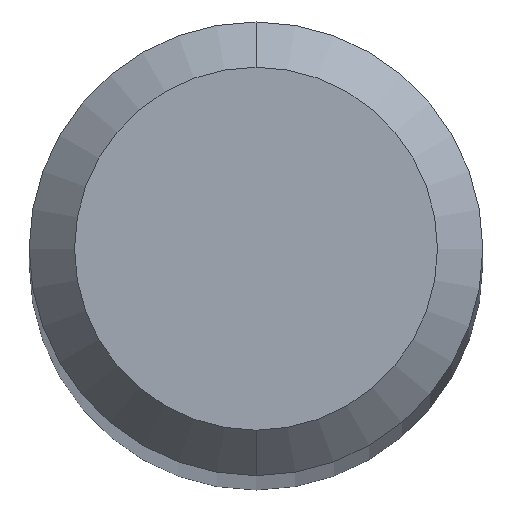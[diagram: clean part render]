
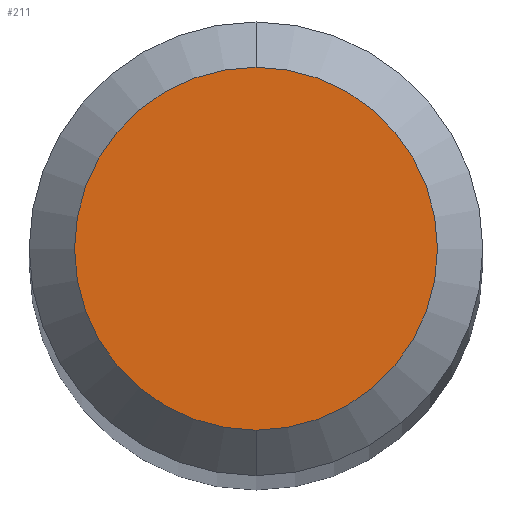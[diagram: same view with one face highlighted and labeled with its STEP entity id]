
A CAD part, top view. The second image highlights one B-rep face of the part: STEP entity #211.
In plain terms, the highlighted planar face has unit normal (0, 0, 1).
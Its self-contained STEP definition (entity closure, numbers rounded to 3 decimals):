
#13 = CARTESIAN_POINT ( 'NONE',  ( 0., 2.61, 0. ) ) ;
#14 = VERTEX_POINT ( 'NONE', #62 ) ;
#24 = CIRCLE ( 'NONE', #143, 2.088 ) ;
#27 = DIRECTION ( 'NONE',  ( 0., 0., 1. ) ) ;
#28 = AXIS2_PLACEMENT_3D ( 'NONE', #126, #27, #149 ) ;
#39 = CARTESIAN_POINT ( 'NONE',  ( 0., 0., 0. ) ) ;
#42 = EDGE_CURVE ( 'NONE', #131, #14, #24, .T. ) ;
#58 = AXIS2_PLACEMENT_3D ( 'NONE', #13, #161, #207 ) ;
#62 = CARTESIAN_POINT ( 'NONE',  ( 0., -2.088, 0. ) ) ;
#85 = FACE_OUTER_BOUND ( 'NONE', #139, .T. ) ;
#104 = ORIENTED_EDGE ( 'NONE', *, *, #172, .T. ) ;
#112 = DIRECTION ( 'NONE',  ( 0., 0., 1. ) ) ;
#125 = CARTESIAN_POINT ( 'NONE',  ( 0., 2.088, 0. ) ) ;
#126 = CARTESIAN_POINT ( 'NONE',  ( 0., 0., 0. ) ) ;
#131 = VERTEX_POINT ( 'NONE', #125 ) ;
#139 = EDGE_LOOP ( 'NONE', ( #212, #104 ) ) ;
#143 = AXIS2_PLACEMENT_3D ( 'NONE', #39, #112, #190 ) ;
#149 = DIRECTION ( 'NONE',  ( 0., 1., 0. ) ) ;
#161 = DIRECTION ( 'NONE',  ( 0., 0., -1. ) ) ;
#167 = CIRCLE ( 'NONE', #28, 2.088 ) ;
#170 = PLANE ( 'NONE',  #58 ) ;
#172 = EDGE_CURVE ( 'NONE', #14, #131, #167, .T. ) ;
#190 = DIRECTION ( 'NONE',  ( 0., 1., 0. ) ) ;
#207 = DIRECTION ( 'NONE',  ( 0., 1., 0. ) ) ;
#211 = ADVANCED_FACE ( 'NONE', ( #85 ), #170, .F. ) ;
#212 = ORIENTED_EDGE ( 'NONE', *, *, #42, .T. ) ;
